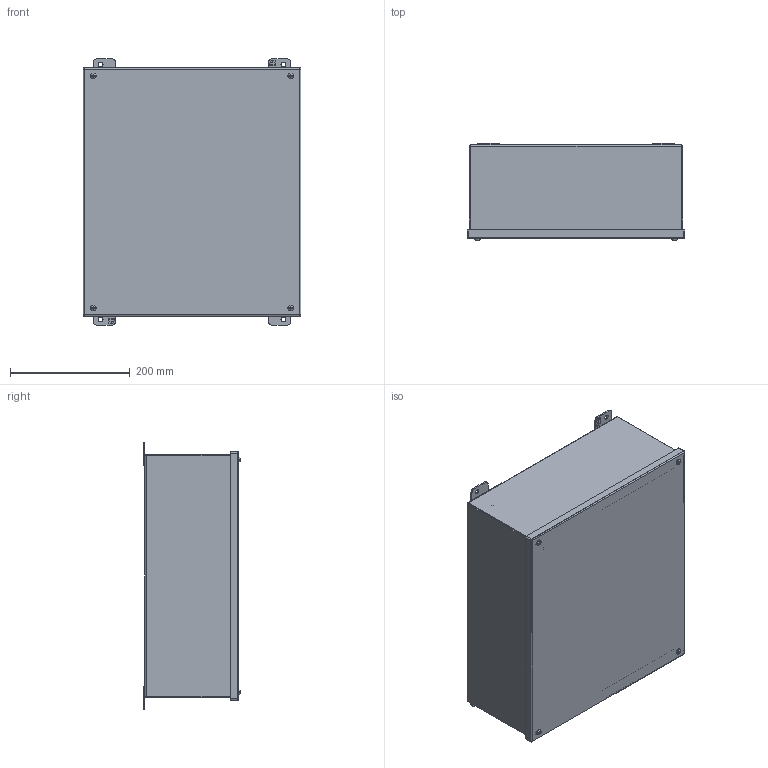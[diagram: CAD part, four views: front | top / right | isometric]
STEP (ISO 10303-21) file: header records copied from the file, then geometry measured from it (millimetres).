
FILE_DESCRIPTION (( 'STEP AP214' ), '1' );
FILE_NAME ('1414SCO6.STEP', '2019-10-16T18:18:15', ( '' ), ( '' ), 'SwSTEP 2.0', 'SolidWorks 2019', '' );
FILE_SCHEMA (( 'AUTOMOTIVE_DESIGN' ));
Length unit declared in the file: inch
Products named in the file (1): 1414SCO6
Bounding box: 363.53 x 162.42 x 444.5 mm (x, y, z)
Volume: 1380009.1 mm3; surface area: 1445411.9 mm2
Topology: 30 solids, 30 shells, 662 faces, 1633 edges, 1053 vertices
Faces by surface type: plane 454, cylinder 148, cone 24, bspline 24, sphere 8, torus 4
Full cylindrical faces by diameter (mm): 3.759 x4, 3.967 x5, 4.039 x4, 4.775 x1, 4.826 x4, 6.35 x9, 6.731 x4, 6.985 x4, 7.925 x4, 9.525 x5, 9.906 x4
Entity records: 28980 total; most frequent: CARTESIAN_POINT 5649, ORIENTED_EDGE 3014, DIRECTION 2988, EDGE_CURVE 1507, VECTOR 1088, LINE 1088, VERTEX_POINT 1015, AXIS2_PLACEMENT_3D 950
